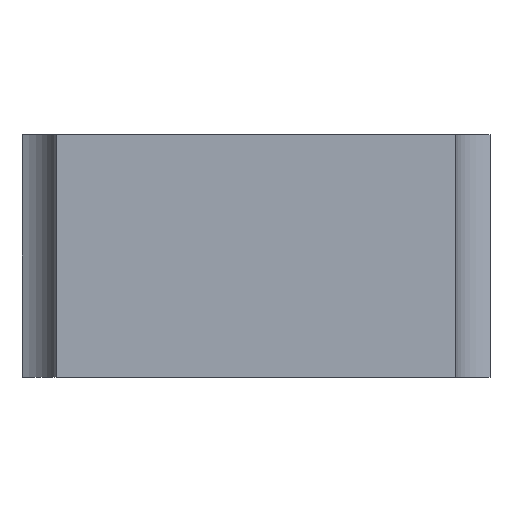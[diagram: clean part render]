
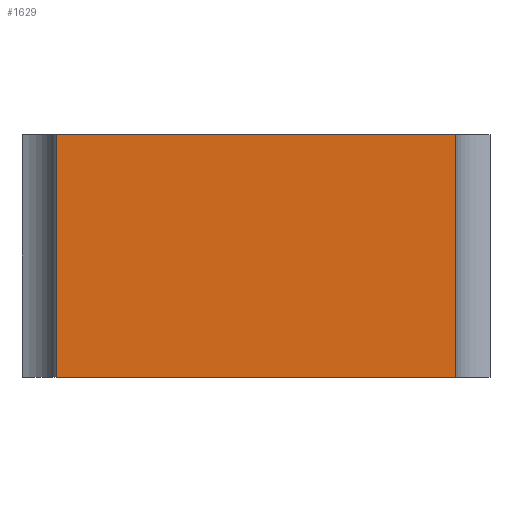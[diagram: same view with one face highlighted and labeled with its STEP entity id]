
A CAD part, front view. The second image highlights one B-rep face of the part: STEP entity #1629.
In plain terms, the highlighted planar face has unit normal (0, -1, 0).
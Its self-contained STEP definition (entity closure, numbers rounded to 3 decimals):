
#44 = PLANE('',#45);
#45 = AXIS2_PLACEMENT_3D('',#46,#47,#48);
#46 = CARTESIAN_POINT('',(0.,5.,0.));
#47 = DIRECTION('',(-0.,-0.,-1.));
#48 = DIRECTION('',(-1.,0.,0.));
#100 = PLANE('',#101);
#101 = AXIS2_PLACEMENT_3D('',#102,#103,#104);
#102 = CARTESIAN_POINT('',(0.,5.,14.));
#103 = DIRECTION('',(-0.,-0.,-1.));
#104 = DIRECTION('',(-1.,0.,0.));
#456 = VERTEX_POINT('',#457);
#457 = CARTESIAN_POINT('',(11.5,-21.,0.));
#471 = PLANE('',#472);
#472 = AXIS2_PLACEMENT_3D('',#473,#474,#475);
#473 = CARTESIAN_POINT('',(11.5,4.,14.));
#474 = DIRECTION('',(-1.,0.,0.));
#475 = DIRECTION('',(0.,-1.,0.));
#483 = EDGE_CURVE('',#456,#484,#486,.T.);
#484 = VERTEX_POINT('',#485);
#485 = CARTESIAN_POINT('',(-11.5,-21.,0.));
#486 = SURFACE_CURVE('',#487,(#491,#498),.PCURVE_S1.);
#487 = LINE('',#488,#489);
#488 = CARTESIAN_POINT('',(13.5,-21.,0.));
#489 = VECTOR('',#490,1.);
#490 = DIRECTION('',(-1.,0.,0.));
#491 = PCURVE('',#44,#492);
#492 = DEFINITIONAL_REPRESENTATION('',(#493),#497);
#493 = LINE('',#494,#495);
#494 = CARTESIAN_POINT('',(-13.5,-26.));
#495 = VECTOR('',#496,1.);
#496 = DIRECTION('',(1.,0.));
#497 = ( GEOMETRIC_REPRESENTATION_CONTEXT(2) 
PARAMETRIC_REPRESENTATION_CONTEXT() REPRESENTATION_CONTEXT('2D SPACE',''
  ) );
#498 = PCURVE('',#499,#504);
#499 = PLANE('',#500);
#500 = AXIS2_PLACEMENT_3D('',#501,#502,#503);
#501 = CARTESIAN_POINT('',(13.5,-21.,0.));
#502 = DIRECTION('',(0.,-1.,0.));
#503 = DIRECTION('',(-1.,0.,0.));
#504 = DEFINITIONAL_REPRESENTATION('',(#505),#509);
#505 = LINE('',#506,#507);
#506 = CARTESIAN_POINT('',(0.,-0.));
#507 = VECTOR('',#508,1.);
#508 = DIRECTION('',(1.,0.));
#509 = ( GEOMETRIC_REPRESENTATION_CONTEXT(2) 
PARAMETRIC_REPRESENTATION_CONTEXT() REPRESENTATION_CONTEXT('2D SPACE',''
  ) );
#527 = PLANE('',#528);
#528 = AXIS2_PLACEMENT_3D('',#529,#530,#531);
#529 = CARTESIAN_POINT('',(-11.5,4.,14.));
#530 = DIRECTION('',(-1.,0.,0.));
#531 = DIRECTION('',(0.,-1.,0.));
#1306 = VERTEX_POINT('',#1307);
#1307 = CARTESIAN_POINT('',(11.5,-21.,14.));
#1328 = EDGE_CURVE('',#1306,#1329,#1331,.T.);
#1329 = VERTEX_POINT('',#1330);
#1330 = CARTESIAN_POINT('',(-11.5,-21.,14.));
#1331 = SURFACE_CURVE('',#1332,(#1336,#1343),.PCURVE_S1.);
#1332 = LINE('',#1333,#1334);
#1333 = CARTESIAN_POINT('',(13.5,-21.,14.));
#1334 = VECTOR('',#1335,1.);
#1335 = DIRECTION('',(-1.,0.,0.));
#1336 = PCURVE('',#100,#1337);
#1337 = DEFINITIONAL_REPRESENTATION('',(#1338),#1342);
#1338 = LINE('',#1339,#1340);
#1339 = CARTESIAN_POINT('',(-13.5,-26.));
#1340 = VECTOR('',#1341,1.);
#1341 = DIRECTION('',(1.,0.));
#1342 = ( GEOMETRIC_REPRESENTATION_CONTEXT(2) 
PARAMETRIC_REPRESENTATION_CONTEXT() REPRESENTATION_CONTEXT('2D SPACE',''
  ) );
#1343 = PCURVE('',#499,#1344);
#1344 = DEFINITIONAL_REPRESENTATION('',(#1345),#1349);
#1345 = LINE('',#1346,#1347);
#1346 = CARTESIAN_POINT('',(0.,-14.));
#1347 = VECTOR('',#1348,1.);
#1348 = DIRECTION('',(1.,0.));
#1349 = ( GEOMETRIC_REPRESENTATION_CONTEXT(2) 
PARAMETRIC_REPRESENTATION_CONTEXT() REPRESENTATION_CONTEXT('2D SPACE',''
  ) );
#1578 = EDGE_CURVE('',#1329,#484,#1579,.T.);
#1579 = SURFACE_CURVE('',#1580,(#1584,#1591),.PCURVE_S1.);
#1580 = LINE('',#1581,#1582);
#1581 = CARTESIAN_POINT('',(-11.5,-21.,7.));
#1582 = VECTOR('',#1583,1.);
#1583 = DIRECTION('',(-0.,-0.,-1.));
#1584 = PCURVE('',#527,#1585);
#1585 = DEFINITIONAL_REPRESENTATION('',(#1586),#1590);
#1586 = LINE('',#1587,#1588);
#1587 = CARTESIAN_POINT('',(25.,-7.));
#1588 = VECTOR('',#1589,1.);
#1589 = DIRECTION('',(0.,-1.));
#1590 = ( GEOMETRIC_REPRESENTATION_CONTEXT(2) 
PARAMETRIC_REPRESENTATION_CONTEXT() REPRESENTATION_CONTEXT('2D SPACE',''
  ) );
#1591 = PCURVE('',#499,#1592);
#1592 = DEFINITIONAL_REPRESENTATION('',(#1593),#1597);
#1593 = LINE('',#1594,#1595);
#1594 = CARTESIAN_POINT('',(25.,-7.));
#1595 = VECTOR('',#1596,1.);
#1596 = DIRECTION('',(0.,1.));
#1597 = ( GEOMETRIC_REPRESENTATION_CONTEXT(2) 
PARAMETRIC_REPRESENTATION_CONTEXT() REPRESENTATION_CONTEXT('2D SPACE',''
  ) );
#1629 = ADVANCED_FACE('',(#1630),#499,.T.);
#1630 = FACE_BOUND('',#1631,.T.);
#1631 = EDGE_LOOP('',(#1632,#1633,#1654,#1655));
#1632 = ORIENTED_EDGE('',*,*,#483,.F.);
#1633 = ORIENTED_EDGE('',*,*,#1634,.F.);
#1634 = EDGE_CURVE('',#1306,#456,#1635,.T.);
#1635 = SURFACE_CURVE('',#1636,(#1640,#1647),.PCURVE_S1.);
#1636 = LINE('',#1637,#1638);
#1637 = CARTESIAN_POINT('',(11.5,-21.,7.));
#1638 = VECTOR('',#1639,1.);
#1639 = DIRECTION('',(-0.,-0.,-1.));
#1640 = PCURVE('',#499,#1641);
#1641 = DEFINITIONAL_REPRESENTATION('',(#1642),#1646);
#1642 = LINE('',#1643,#1644);
#1643 = CARTESIAN_POINT('',(2.,-7.));
#1644 = VECTOR('',#1645,1.);
#1645 = DIRECTION('',(0.,1.));
#1646 = ( GEOMETRIC_REPRESENTATION_CONTEXT(2) 
PARAMETRIC_REPRESENTATION_CONTEXT() REPRESENTATION_CONTEXT('2D SPACE',''
  ) );
#1647 = PCURVE('',#471,#1648);
#1648 = DEFINITIONAL_REPRESENTATION('',(#1649),#1653);
#1649 = LINE('',#1650,#1651);
#1650 = CARTESIAN_POINT('',(25.,-7.));
#1651 = VECTOR('',#1652,1.);
#1652 = DIRECTION('',(0.,-1.));
#1653 = ( GEOMETRIC_REPRESENTATION_CONTEXT(2) 
PARAMETRIC_REPRESENTATION_CONTEXT() REPRESENTATION_CONTEXT('2D SPACE',''
  ) );
#1654 = ORIENTED_EDGE('',*,*,#1328,.T.);
#1655 = ORIENTED_EDGE('',*,*,#1578,.T.);
